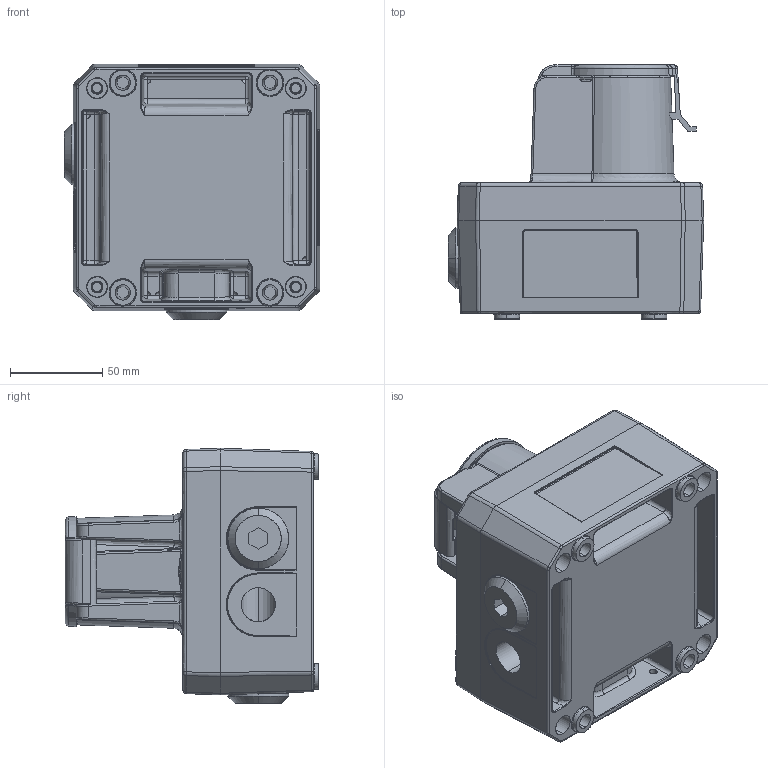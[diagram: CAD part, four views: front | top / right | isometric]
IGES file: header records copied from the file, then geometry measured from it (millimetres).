
Start section: SolidWorks IGES file using analytic representation for surfaces
Global section: file name: D202-05-211-3D-Issue_1-PM-PT.IGS; native system: SolidWorks 2020; preprocessor: SolidWorks 2020; author: JackSpiller; date: 200319.145224; units: millimetre
Bounding box: 138.84 x 138 x 138.84 mm (x, y, z)
Surface area: 188046.4 mm2 (no closed solid volume)
Topology: 0 solids, 0 shells, 959 faces, 10546 edges, 10474 vertices
Faces by surface type: bspline 510, revolution 449
